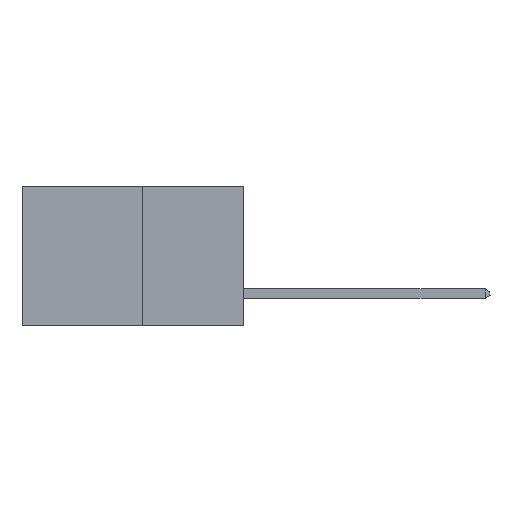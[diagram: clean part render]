
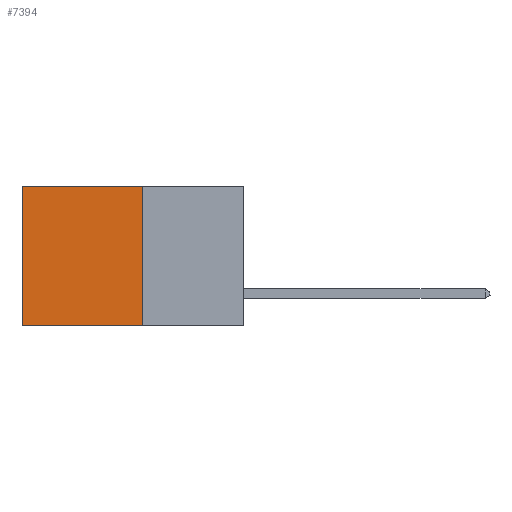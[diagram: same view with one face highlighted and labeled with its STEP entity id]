
A CAD part, left-side view. The second image highlights one B-rep face of the part: STEP entity #7394.
In plain terms, the highlighted planar face has unit normal (-1, 0, 0).
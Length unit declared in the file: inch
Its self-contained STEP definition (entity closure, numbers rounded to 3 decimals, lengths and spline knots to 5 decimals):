
#1361 = CARTESIAN_POINT ( 'NONE',  ( 0.277, 0.27, -0.37 ) ) ;
#1934 = CARTESIAN_POINT ( 'NONE',  ( 0.277, 0.27, 0. ) ) ;
#2884 = DIRECTION ( 'NONE',  ( 0., 0., -1. ) ) ;
#3244 = DIRECTION ( 'NONE',  ( 0., 0., -1. ) ) ;
#4941 = DIRECTION ( 'NONE',  ( 0., 1., 0. ) ) ;
#5056 = VERTEX_POINT ( 'NONE', #1361 ) ;
#5406 = VECTOR ( 'NONE', #16502, 39.37008 ) ;
#6500 = CARTESIAN_POINT ( 'NONE',  ( 0.277, 0.59, 0. ) ) ;
#7001 = DIRECTION ( 'NONE',  ( 0., 0., -1. ) ) ;
#7212 = VERTEX_POINT ( 'NONE', #8954 ) ;
#7394 = ADVANCED_FACE ( 'NONE', ( #9668 ), #18412, .F. ) ;
#7646 = LINE ( 'NONE', #13078, #8203 ) ;
#7804 = VECTOR ( 'NONE', #4941, 39.37008 ) ;
#8203 = VECTOR ( 'NONE', #2884, 39.37008 ) ;
#8255 = VERTEX_POINT ( 'NONE', #1934 ) ;
#8954 = CARTESIAN_POINT ( 'NONE',  ( 0.277, 0.59, -0.37 ) ) ;
#9668 = FACE_OUTER_BOUND ( 'NONE', #17889, .T. ) ;
#9920 = ORIENTED_EDGE ( 'NONE', *, *, #12799, .T. ) ;
#10180 = ORIENTED_EDGE ( 'NONE', *, *, #20836, .T. ) ;
#10720 = ORIENTED_EDGE ( 'NONE', *, *, #12689, .F. ) ;
#11457 = CARTESIAN_POINT ( 'NONE',  ( 0.277, 0.27, -0.37 ) ) ;
#12689 = EDGE_CURVE ( 'NONE', #5056, #7212, #18890, .T. ) ;
#12799 = EDGE_CURVE ( 'NONE', #8255, #17536, #16802, .T. ) ;
#13018 = AXIS2_PLACEMENT_3D ( 'NONE', #20074, #13434, #3244 ) ;
#13078 = CARTESIAN_POINT ( 'NONE',  ( 0.277, 0.59, -0.37 ) ) ;
#13434 = DIRECTION ( 'NONE',  ( 1., 0., 0. ) ) ;
#13758 = CARTESIAN_POINT ( 'NONE',  ( 0.277, 0.27, -0.37 ) ) ;
#15176 = EDGE_CURVE ( 'NONE', #8255, #5056, #21175, .T. ) ;
#16234 = VECTOR ( 'NONE', #7001, 39.37008 ) ;
#16502 = DIRECTION ( 'NONE',  ( 0., 1., 0. ) ) ;
#16802 = LINE ( 'NONE', #21724, #7804 ) ;
#17536 = VERTEX_POINT ( 'NONE', #6500 ) ;
#17889 = EDGE_LOOP ( 'NONE', ( #10180, #10720, #21141, #9920 ) ) ;
#18412 = PLANE ( 'NONE',  #13018 ) ;
#18890 = LINE ( 'NONE', #11457, #5406 ) ;
#20074 = CARTESIAN_POINT ( 'NONE',  ( 0.277, 0.27, -0.37 ) ) ;
#20836 = EDGE_CURVE ( 'NONE', #17536, #7212, #7646, .T. ) ;
#21141 = ORIENTED_EDGE ( 'NONE', *, *, #15176, .F. ) ;
#21175 = LINE ( 'NONE', #13758, #16234 ) ;
#21724 = CARTESIAN_POINT ( 'NONE',  ( 0.277, 0.27, 0. ) ) ;
